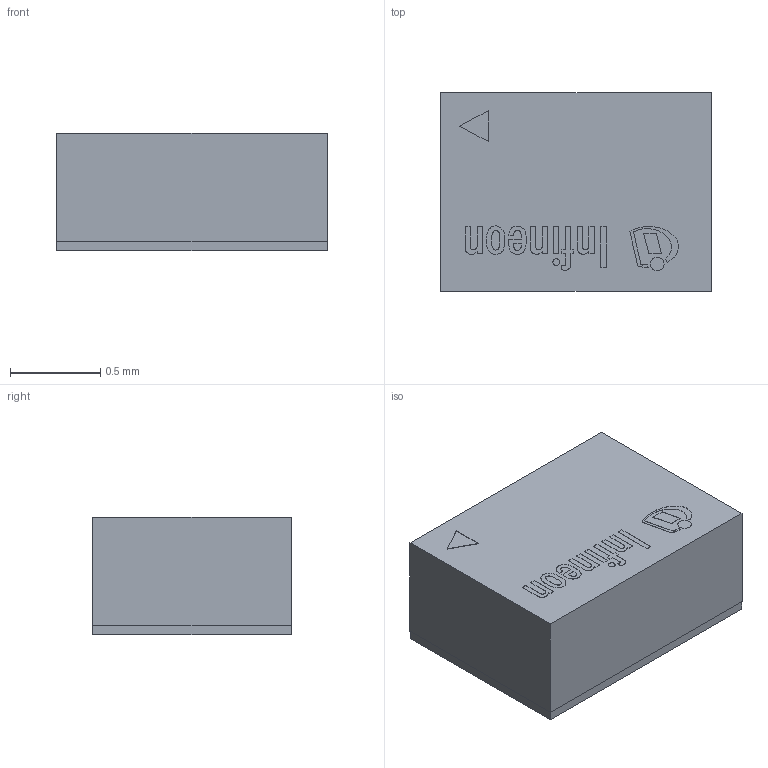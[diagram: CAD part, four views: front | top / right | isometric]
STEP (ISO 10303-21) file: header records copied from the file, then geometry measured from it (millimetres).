
FILE_DESCRIPTION(/* description */ (''),/* implementation_level */ '2;1');
FILE_NAME(/* name */ 'PG-ATSLP-12-13_Z8B00185459_V01_3D.stp',/* time_stamp */ '2021-04-20T16:30:49+05:00',/* author */ ('janartha'),/* organization */ (''),/* preprocessor_version */ 'ST-DEVELOPER v16.13',/* originating_system */ 'AutoCAD Mechanical',/* authorisation */ '');
FILE_SCHEMA (('AUTOMOTIVE_DESIGN { 1 0 10303 214 3 1 1 }'));
Length unit declared in the file: millimetre
Products named in the file (1): Product
Bounding box: 1.5 x 1.1 x 0.65 mm (x, y, z)
Volume: 1.1 mm3; surface area: 11.4 mm2
Topology: 27 solids, 27 shells, 265 faces, 594 edges, 396 vertices
Faces by surface type: plane 243, bspline 18, cylinder 4
Full cylindrical faces by diameter (mm): 0.037 x1, 0.075 x1
Entity records: 7446 total; most frequent: CARTESIAN_POINT 1644, ORIENTED_EDGE 1184, DIRECTION 1060, EDGE_CURVE 592, LINE 548, VECTOR 548, VERTEX_POINT 396, EDGE_LOOP 284
